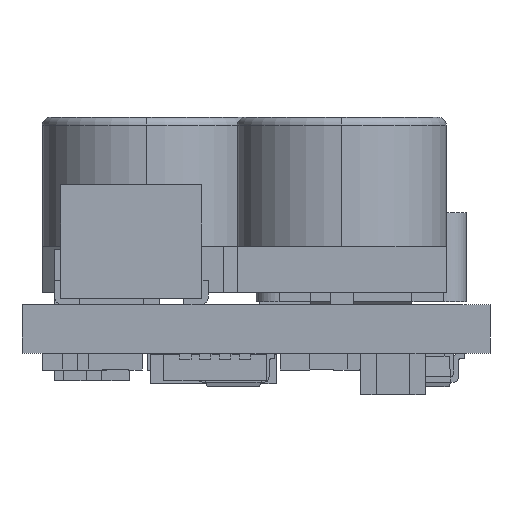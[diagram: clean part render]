
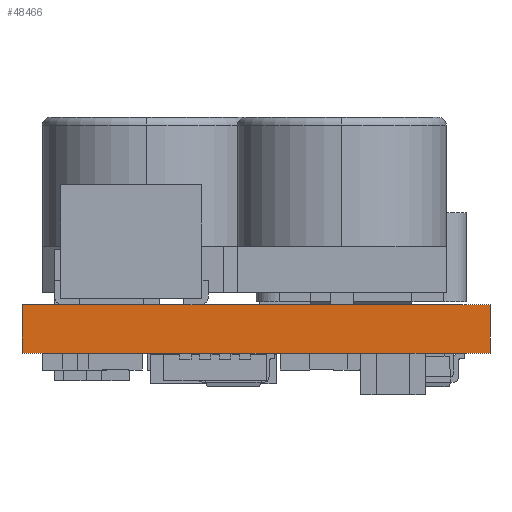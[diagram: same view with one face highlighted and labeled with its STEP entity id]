
A CAD part, front view. The second image highlights one B-rep face of the part: STEP entity #48466.
In plain terms, the highlighted planar face has unit normal (0, -1, 0).
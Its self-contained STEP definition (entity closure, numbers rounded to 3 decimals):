
#2785 = LINE ( 'NONE', #35088, #35003 ) ;
#3540 = DIRECTION ( 'NONE',  ( 0., 1., 0. ) ) ;
#5206 = ORIENTED_EDGE ( 'NONE', *, *, #54488, .T. ) ;
#8580 = DIRECTION ( 'NONE',  ( 0., 0., 1. ) ) ;
#10653 = LINE ( 'NONE', #29056, #45660 ) ;
#12745 = LINE ( 'NONE', #45344, #28315 ) ;
#12851 = EDGE_CURVE ( 'NONE', #54199, #21400, #54128, .T. ) ;
#18112 = VERTEX_POINT ( 'NONE', #28404 ) ;
#20213 = CARTESIAN_POINT ( 'NONE',  ( 0., 0., 1.575 ) ) ;
#20461 = VECTOR ( 'NONE', #57754, 1000. ) ;
#21400 = VERTEX_POINT ( 'NONE', #52127 ) ;
#23706 = ORIENTED_EDGE ( 'NONE', *, *, #32752, .T. ) ;
#26662 = AXIS2_PLACEMENT_3D ( 'NONE', #49938, #3540, #8580 ) ;
#28315 = VECTOR ( 'NONE', #44746, 1000. ) ;
#28404 = CARTESIAN_POINT ( 'NONE',  ( 0., 0., 0. ) ) ;
#29056 = CARTESIAN_POINT ( 'NONE',  ( 0., 0., 0. ) ) ;
#32752 = EDGE_CURVE ( 'NONE', #54199, #18112, #12745, .T. ) ;
#33007 = DIRECTION ( 'NONE',  ( 1., 0., 0. ) ) ;
#35003 = VECTOR ( 'NONE', #35681, 1000. ) ;
#35088 = CARTESIAN_POINT ( 'NONE',  ( 15.24, 0., 1.575 ) ) ;
#35681 = DIRECTION ( 'NONE',  ( 0., 0., -1. ) ) ;
#38703 = EDGE_LOOP ( 'NONE', ( #5206, #55104, #55140, #23706 ) ) ;
#39886 = EDGE_CURVE ( 'NONE', #21400, #45879, #2785, .T. ) ;
#43302 = FACE_OUTER_BOUND ( 'NONE', #38703, .T. ) ;
#44746 = DIRECTION ( 'NONE',  ( 0., 0., -1. ) ) ;
#45344 = CARTESIAN_POINT ( 'NONE',  ( 0., 0., 1.575 ) ) ;
#45660 = VECTOR ( 'NONE', #33007, 1000. ) ;
#45879 = VERTEX_POINT ( 'NONE', #59126 ) ;
#48466 = ADVANCED_FACE ( 'NONE', ( #43302 ), #49344, .F. ) ;
#49344 = PLANE ( 'NONE',  #26662 ) ;
#49938 = CARTESIAN_POINT ( 'NONE',  ( 0., 0., 1.575 ) ) ;
#52127 = CARTESIAN_POINT ( 'NONE',  ( 15.24, 0., 1.575 ) ) ;
#53840 = CARTESIAN_POINT ( 'NONE',  ( 0., 0., 1.575 ) ) ;
#54128 = LINE ( 'NONE', #53840, #20461 ) ;
#54199 = VERTEX_POINT ( 'NONE', #20213 ) ;
#54488 = EDGE_CURVE ( 'NONE', #18112, #45879, #10653, .T. ) ;
#55104 = ORIENTED_EDGE ( 'NONE', *, *, #39886, .F. ) ;
#55140 = ORIENTED_EDGE ( 'NONE', *, *, #12851, .F. ) ;
#57754 = DIRECTION ( 'NONE',  ( 1., 0., 0. ) ) ;
#59126 = CARTESIAN_POINT ( 'NONE',  ( 15.24, 0., 0. ) ) ;
